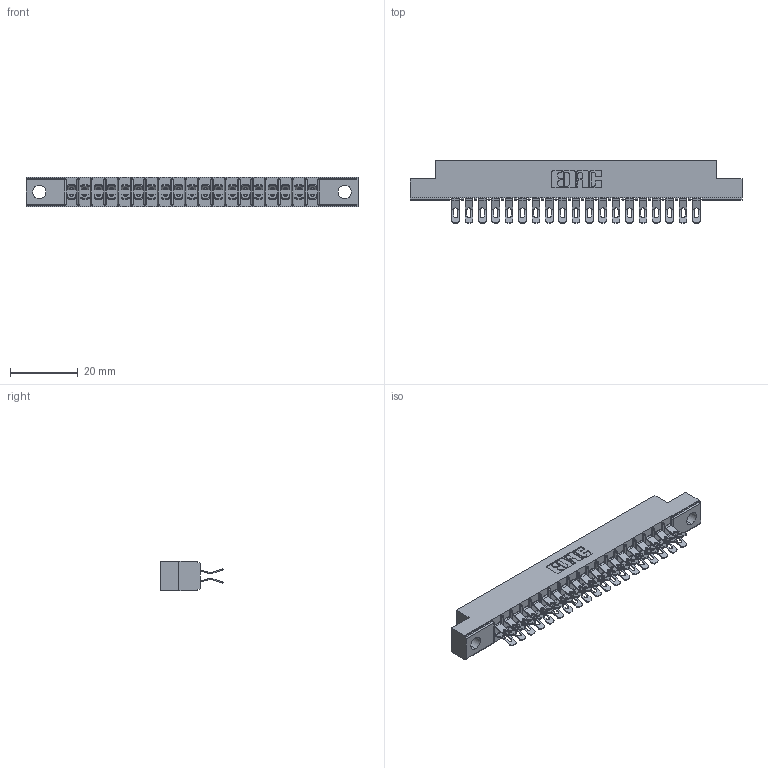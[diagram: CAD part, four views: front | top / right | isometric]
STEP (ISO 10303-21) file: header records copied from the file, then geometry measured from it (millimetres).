
FILE_DESCRIPTION (( 'STEP AP203' ), '1' );
FILE_NAME ('305-038-555-204.STEP', '2019-09-09T18:36:02', ( '' ), ( '' ), 'SwSTEP 2.0', 'SolidWorks 2016', '' );
FILE_SCHEMA (( 'CONFIG_CONTROL_DESIGN' ));
Length unit declared in the file: inch
Products named in the file (3): 305 Part_.156 Dia; 305-038-555-204; 305-290-001_555
Assembly tree (39 placements, depth 2):
  305-038-555-204
    305 Part_.156 Dia
    305-290-001_555  x38
Bounding box: 98.3 x 18.41 x 8.71 mm (x, y, z)
Volume: 6171.8 mm3; surface area: 12035 mm2
Topology: 39 solids, 39 shells, 2638 faces, 7857 edges, 5134 vertices
Faces by surface type: plane 1298, cylinder 1264, sphere 76
Entity records: 24414 total; most frequent: CARTESIAN_POINT 4063, ORIENTED_EDGE 4018, DIRECTION 3935, EDGE_CURVE 2009, LINE 1587, VECTOR 1587, VERTEX_POINT 1286, AXIS2_PLACEMENT_3D 1174
